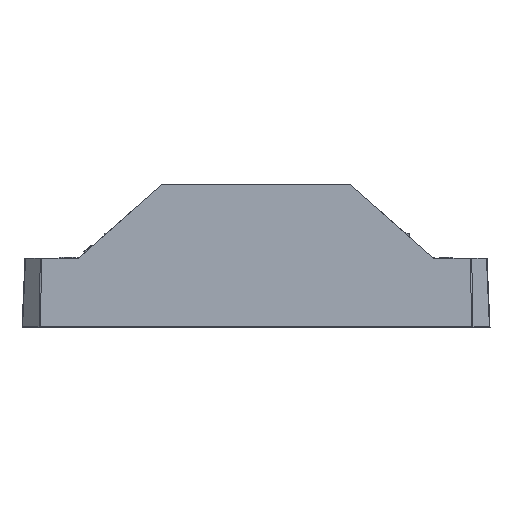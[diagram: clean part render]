
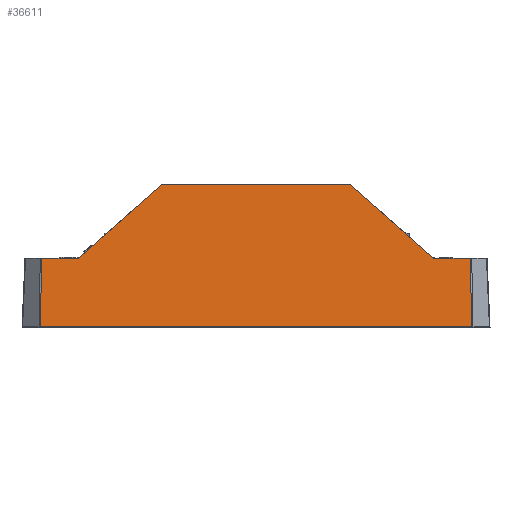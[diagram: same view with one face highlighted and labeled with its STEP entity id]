
A CAD part, top view. The second image highlights one B-rep face of the part: STEP entity #36611.
In plain terms, the highlighted face is planar.
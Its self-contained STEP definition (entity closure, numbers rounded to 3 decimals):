
#2157=PLANE('',#39693);
#4554=LINE('',#57031,#8437);
#4555=LINE('',#57033,#8438);
#4556=LINE('',#57035,#8439);
#4557=LINE('',#57037,#8440);
#4558=LINE('',#57039,#8441);
#4559=LINE('',#57041,#8442);
#4560=LINE('',#57043,#8443);
#4561=LINE('',#57044,#8444);
#8437=VECTOR('',#45432,1000.);
#8438=VECTOR('',#45433,1000.);
#8439=VECTOR('',#45434,1000.);
#8440=VECTOR('',#45435,1000.);
#8441=VECTOR('',#45436,1000.);
#8442=VECTOR('',#45437,1000.);
#8443=VECTOR('',#45438,1000.);
#8444=VECTOR('',#45439,1000.);
#11838=FACE_OUTER_BOUND('',#14046,.T.);
#14046=EDGE_LOOP('',(#29269,#29270,#29271,#29272,#29273,#29274,#29275,#29276));
#17522=VERTEX_POINT('',#57029);
#17523=VERTEX_POINT('',#57030);
#17524=VERTEX_POINT('',#57032);
#17525=VERTEX_POINT('',#57034);
#17526=VERTEX_POINT('',#57036);
#17527=VERTEX_POINT('',#57038);
#17528=VERTEX_POINT('',#57040);
#17529=VERTEX_POINT('',#57042);
#21800=EDGE_CURVE('',#17522,#17523,#4554,.T.);
#21801=EDGE_CURVE('',#17523,#17524,#4555,.T.);
#21802=EDGE_CURVE('',#17524,#17525,#4556,.T.);
#21803=EDGE_CURVE('',#17525,#17526,#4557,.T.);
#21804=EDGE_CURVE('',#17526,#17527,#4558,.T.);
#21805=EDGE_CURVE('',#17527,#17528,#4559,.T.);
#21806=EDGE_CURVE('',#17528,#17529,#4560,.T.);
#21807=EDGE_CURVE('',#17529,#17522,#4561,.T.);
#29269=ORIENTED_EDGE('',*,*,#21800,.T.);
#29270=ORIENTED_EDGE('',*,*,#21801,.T.);
#29271=ORIENTED_EDGE('',*,*,#21802,.T.);
#29272=ORIENTED_EDGE('',*,*,#21803,.T.);
#29273=ORIENTED_EDGE('',*,*,#21804,.T.);
#29274=ORIENTED_EDGE('',*,*,#21805,.T.);
#29275=ORIENTED_EDGE('',*,*,#21806,.T.);
#29276=ORIENTED_EDGE('',*,*,#21807,.T.);
#36611=ADVANCED_FACE('',(#11838),#2157,.T.);
#39693=AXIS2_PLACEMENT_3D('',#57028,#45430,#45431);
#45430=DIRECTION('center_axis',(0.,-0.999,0.044));
#45431=DIRECTION('ref_axis',(0.,-0.044,-0.999));
#45432=DIRECTION('',(-0.018,-0.044,-0.999));
#45433=DIRECTION('',(1.,0.,0.));
#45434=DIRECTION('',(-0.018,0.044,0.999));
#45435=DIRECTION('',(-1.,0.,0.));
#45436=DIRECTION('',(-0.749,0.029,0.662));
#45437=DIRECTION('',(-1.,0.,0.));
#45438=DIRECTION('',(-0.749,-0.029,-0.662));
#45439=DIRECTION('',(-1.,0.,0.));
#57028=CARTESIAN_POINT('Origin',(-36.504,13.069,0.));
#57029=CARTESIAN_POINT('',(-33.442,13.534,10.658));
#57030=CARTESIAN_POINT('',(-33.635,13.069,0.));
#57031=CARTESIAN_POINT('',(-33.442,13.534,10.658));
#57032=CARTESIAN_POINT('',(33.635,13.069,0.));
#57033=CARTESIAN_POINT('',(-36.504,13.069,0.));
#57034=CARTESIAN_POINT('',(33.442,13.534,10.658));
#57035=CARTESIAN_POINT('',(33.635,13.069,0.));
#57036=CARTESIAN_POINT('',(27.697,13.534,10.658));
#57037=CARTESIAN_POINT('',(-36.504,13.534,10.658));
#57038=CARTESIAN_POINT('',(14.707,14.036,22.145));
#57039=CARTESIAN_POINT('',(27.697,13.534,10.658));
#57040=CARTESIAN_POINT('',(-14.707,14.036,22.145));
#57041=CARTESIAN_POINT('',(-36.504,14.036,22.145));
#57042=CARTESIAN_POINT('',(-27.697,13.534,10.658));
#57043=CARTESIAN_POINT('',(-14.707,14.036,22.145));
#57044=CARTESIAN_POINT('',(-36.504,13.534,10.658));
